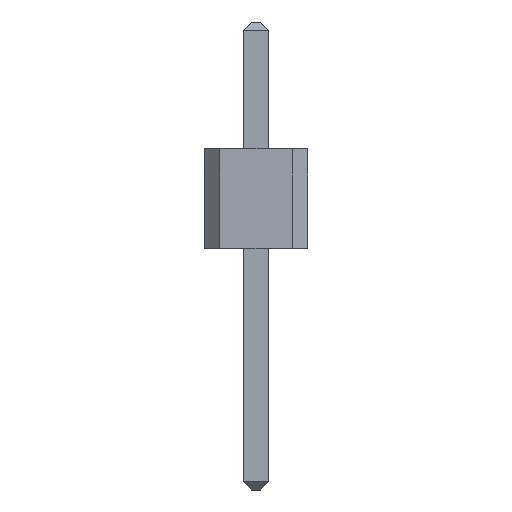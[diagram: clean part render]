
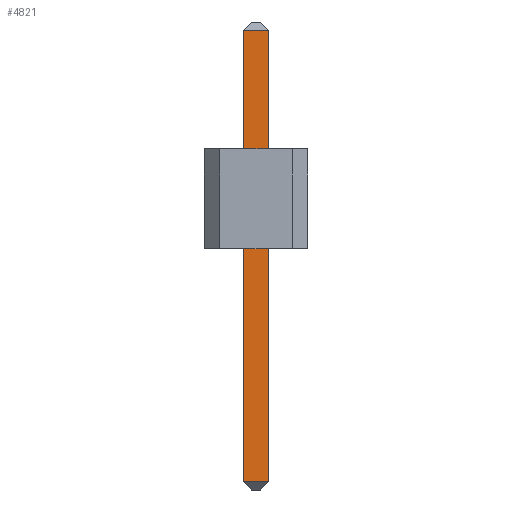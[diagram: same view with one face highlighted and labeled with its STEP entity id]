
A CAD part, left-side view. The second image highlights one B-rep face of the part: STEP entity #4821.
In plain terms, the highlighted planar face has unit normal (-1, 0, 0).
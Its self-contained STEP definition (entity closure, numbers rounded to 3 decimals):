
#3225 = EDGE_CURVE( 'NONE', #5641, #3699, #7266, .T. );
#3521 = VERTEX_POINT( 'NONE', #7595 );
#3699 = VERTEX_POINT( 'NONE', #7790 );
#4247 = EDGE_CURVE( 'NONE', #3521, #5205, #8382, .T. );
#4377 = EDGE_CURVE( 'NONE', #3521, #5641, #8524, .T. );
#4821 = ADVANCED_FACE( 'NONE', ( #9014 ), #9015, .T. );
#5205 = VERTEX_POINT( 'NONE', #9442 );
#5271 = EDGE_CURVE( 'NONE', #3699, #5205, #9516, .T. );
#5641 = VERTEX_POINT( 'NONE', #9921 );
#7266 = LINE( '', #12117, #12118 );
#7595 = CARTESIAN_POINT( '', ( -0.962, 0.013, 0.219 ) );
#7790 = CARTESIAN_POINT( '', ( -0.962, -0.012, -0.219 ) );
#8382 = LINE( '', #13732, #13733 );
#8524 = LINE( '', #13948, #13949 );
#9014 = FACE_OUTER_BOUND( '', #14658, .T. );
#9015 = PLANE( '', #14659 );
#9442 = CARTESIAN_POINT( '', ( -0.962, 0.013, -0.219 ) );
#9516 = LINE( '', #15352, #15353 );
#9921 = CARTESIAN_POINT( '', ( -0.962, -0.012, 0.219 ) );
#12117 = CARTESIAN_POINT( '', ( -0.962, -0.012, 0.227 ) );
#12118 = VECTOR( '', #18010, 39.37 );
#13732 = CARTESIAN_POINT( '', ( -0.962, 0.013, 0.227 ) );
#13733 = VECTOR( '', #19019, 39.37 );
#13948 = CARTESIAN_POINT( '', ( -0.962, -0.012, 0.219 ) );
#13949 = VECTOR( '', #19152, 39.37 );
#14658 = EDGE_LOOP( '', ( #19639, #19640, #19641, #19642 ) );
#14659 = AXIS2_PLACEMENT_3D( '', #19643, #19644, #19645 );
#15352 = CARTESIAN_POINT( '', ( -0.962, -0.012, -0.219 ) );
#15353 = VECTOR( '', #20154, 39.37 );
#18010 = DIRECTION( '', ( 0., 0., -1. ) );
#19019 = DIRECTION( '', ( 0., 0., -1. ) );
#19152 = DIRECTION( '', ( 0., -1., 0. ) );
#19639 = ORIENTED_EDGE( '', *, *, #4247, .T. );
#19640 = ORIENTED_EDGE( '', *, *, #5271, .F. );
#19641 = ORIENTED_EDGE( '', *, *, #3225, .F. );
#19642 = ORIENTED_EDGE( '', *, *, #4377, .F. );
#19643 = CARTESIAN_POINT( '', ( -0.962, -0.012, 0.227 ) );
#19644 = DIRECTION( '', ( -1., 0., 0. ) );
#19645 = DIRECTION( '', ( 0., 0., -1. ) );
#20154 = DIRECTION( '', ( 0., 1., 0. ) );
